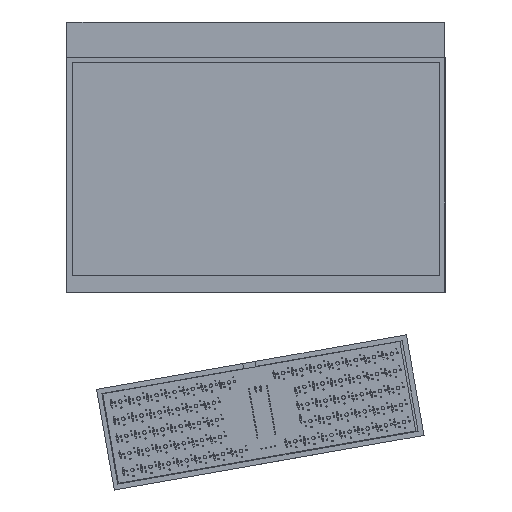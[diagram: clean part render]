
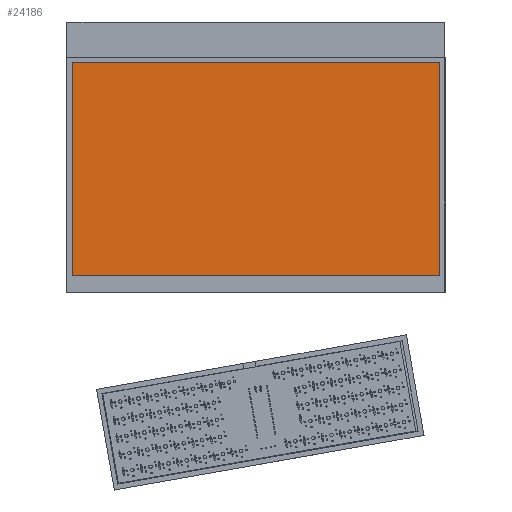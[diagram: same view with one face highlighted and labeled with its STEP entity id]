
A CAD part, top view. The second image highlights one B-rep face of the part: STEP entity #24186.
In plain terms, the highlighted planar face has unit normal (0, 0, 1).
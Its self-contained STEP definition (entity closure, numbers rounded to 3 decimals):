
#4309=FACE_OUTER_BOUND('',#5438,.T.);
#5438=EDGE_LOOP('',(#17063,#17064,#17065,#17066,#17067,#17068));
#7828=LINE('',#35454,#9640);
#7831=LINE('',#35460,#9643);
#7832=LINE('',#35462,#9644);
#7833=LINE('',#35464,#9645);
#7834=LINE('',#35466,#9646);
#7835=LINE('',#35467,#9647);
#9640=VECTOR('',#28152,10.);
#9643=VECTOR('',#28157,10.);
#9644=VECTOR('',#28158,10.);
#9645=VECTOR('',#28159,10.);
#9646=VECTOR('',#28160,10.);
#9647=VECTOR('',#28161,10.);
#11452=VERTEX_POINT('',#35451);
#11453=VERTEX_POINT('',#35453);
#11455=VERTEX_POINT('',#35459);
#11456=VERTEX_POINT('',#35461);
#11457=VERTEX_POINT('',#35463);
#11458=VERTEX_POINT('',#35465);
#13714=EDGE_CURVE('',#11453,#11452,#7828,.T.);
#13717=EDGE_CURVE('',#11453,#11455,#7831,.T.);
#13718=EDGE_CURVE('',#11456,#11452,#7832,.T.);
#13719=EDGE_CURVE('',#11457,#11456,#7833,.T.);
#13720=EDGE_CURVE('',#11458,#11457,#7834,.T.);
#13721=EDGE_CURVE('',#11455,#11458,#7835,.T.);
#17063=ORIENTED_EDGE('',*,*,#13717,.F.);
#17064=ORIENTED_EDGE('',*,*,#13714,.T.);
#17065=ORIENTED_EDGE('',*,*,#13718,.F.);
#17066=ORIENTED_EDGE('',*,*,#13719,.F.);
#17067=ORIENTED_EDGE('',*,*,#13720,.F.);
#17068=ORIENTED_EDGE('',*,*,#13721,.F.);
#23752=PLANE('',#25403);
#24186=ADVANCED_FACE('',(#4309),#23752,.T.);
#25403=AXIS2_PLACEMENT_3D('',#35458,#28155,#28156);
#28152=DIRECTION('',(1.,0.,0.));
#28155=DIRECTION('center_axis',(0.,0.,1.));
#28156=DIRECTION('ref_axis',(1.,0.,0.));
#28157=DIRECTION('',(-1.,0.,0.));
#28158=DIRECTION('',(-1.,0.,0.));
#28159=DIRECTION('',(0.,-1.,0.));
#28160=DIRECTION('',(1.,0.,0.));
#28161=DIRECTION('',(0.,1.,0.));
#35451=CARTESIAN_POINT('',(127.208,-153.,4.));
#35453=CARTESIAN_POINT('',(-155.792,-153.,4.));
#35454=CARTESIAN_POINT('',(169.208,-153.,4.));
#35458=CARTESIAN_POINT('Origin',(-10.792,-49.,4.));
#35459=CARTESIAN_POINT('',(-190.792,-153.,4.));
#35460=CARTESIAN_POINT('',(-83.292,-153.,4.));
#35461=CARTESIAN_POINT('',(169.208,-153.,4.));
#35462=CARTESIAN_POINT('',(79.208,-153.,4.));
#35463=CARTESIAN_POINT('',(169.208,55.,4.));
#35464=CARTESIAN_POINT('',(169.208,3.,4.));
#35465=CARTESIAN_POINT('',(-190.792,55.,4.));
#35466=CARTESIAN_POINT('',(-100.792,55.,4.));
#35467=CARTESIAN_POINT('',(-190.792,-101.,4.));
